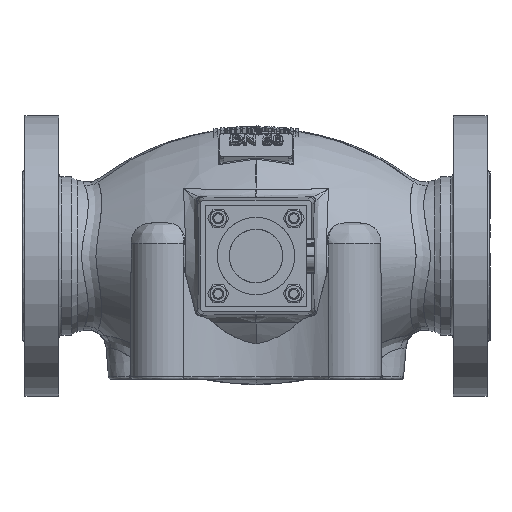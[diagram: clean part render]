
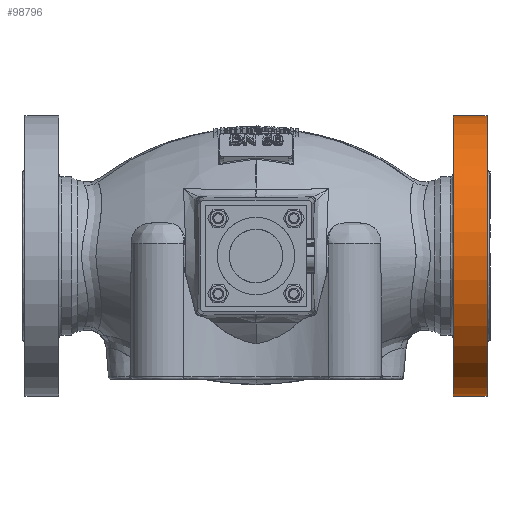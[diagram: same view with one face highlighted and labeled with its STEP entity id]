
A CAD part, front view. The second image highlights one B-rep face of the part: STEP entity #98796.
In plain terms, the highlighted cylindrical face has radius 76 mm (diameter 152 mm), a partial arc.
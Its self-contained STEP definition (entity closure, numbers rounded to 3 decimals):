
#1165 = CARTESIAN_POINT ( 'NONE',  ( 107., 0., 76. ) ) ;
#7302 = VECTOR ( 'NONE', #116862, 1000. ) ;
#14708 = EDGE_CURVE ( 'NONE', #79704, #77054, #106099, .T. ) ;
#20107 = DIRECTION ( 'NONE',  ( 0., 0., -1. ) ) ;
#26042 = ORIENTED_EDGE ( 'NONE', *, *, #129524, .T. ) ;
#26634 = CARTESIAN_POINT ( 'NONE',  ( 98.5, 0., 0. ) ) ;
#32309 = LINE ( 'NONE', #60405, #60454 ) ;
#33459 = FACE_OUTER_BOUND ( 'NONE', #66409, .T. ) ;
#36638 = CARTESIAN_POINT ( 'NONE',  ( 107., 0., 0. ) ) ;
#47258 = DIRECTION ( 'NONE',  ( 0., 0., -1. ) ) ;
#47384 = CARTESIAN_POINT ( 'NONE',  ( 107., 0., -76. ) ) ;
#47883 = VERTEX_POINT ( 'NONE', #110637 ) ;
#48039 = ORIENTED_EDGE ( 'NONE', *, *, #105916, .T. ) ;
#53690 = EDGE_CURVE ( 'NONE', #77054, #47883, #32309, .T. ) ;
#54676 = DIRECTION ( 'NONE',  ( -1., 0., 0. ) ) ;
#57373 = AXIS2_PLACEMENT_3D ( 'NONE', #26634, #83302, #20107 ) ;
#60405 = CARTESIAN_POINT ( 'NONE',  ( 98.5, 0., -76. ) ) ;
#60454 = VECTOR ( 'NONE', #102313, 1000. ) ;
#63409 = LINE ( 'NONE', #64372, #7302 ) ;
#64372 = CARTESIAN_POINT ( 'NONE',  ( 98.5, 0., 76. ) ) ;
#66409 = EDGE_LOOP ( 'NONE', ( #106067, #48039, #26042, #69459 ) ) ;
#69459 = ORIENTED_EDGE ( 'NONE', *, *, #14708, .T. ) ;
#77054 = VERTEX_POINT ( 'NONE', #47384 ) ;
#79704 = VERTEX_POINT ( 'NONE', #1165 ) ;
#83302 = DIRECTION ( 'NONE',  ( 1., 0., 0. ) ) ;
#98314 = AXIS2_PLACEMENT_3D ( 'NONE', #36638, #110436, #47258 ) ;
#98796 = ADVANCED_FACE ( 'NONE', ( #33459 ), #114364, .T. ) ;
#99353 = CARTESIAN_POINT ( 'NONE',  ( 125.4, 0., 76. ) ) ;
#102313 = DIRECTION ( 'NONE',  ( 1., 0., 0. ) ) ;
#105916 = EDGE_CURVE ( 'NONE', #47883, #117880, #113125, .T. ) ;
#106067 = ORIENTED_EDGE ( 'NONE', *, *, #53690, .T. ) ;
#106099 = CIRCLE ( 'NONE', #98314, 76. ) ;
#106982 = AXIS2_PLACEMENT_3D ( 'NONE', #117803, #54676, #128388 ) ;
#110436 = DIRECTION ( 'NONE',  ( 1., 0., 0. ) ) ;
#110637 = CARTESIAN_POINT ( 'NONE',  ( 125.4, 0., -76. ) ) ;
#113125 = CIRCLE ( 'NONE', #106982, 76. ) ;
#114364 = CYLINDRICAL_SURFACE ( 'NONE', #57373, 76. ) ;
#116862 = DIRECTION ( 'NONE',  ( -1., 0., 0. ) ) ;
#117803 = CARTESIAN_POINT ( 'NONE',  ( 125.4, 0., 0. ) ) ;
#117880 = VERTEX_POINT ( 'NONE', #99353 ) ;
#128388 = DIRECTION ( 'NONE',  ( 0., 0., -1. ) ) ;
#129524 = EDGE_CURVE ( 'NONE', #117880, #79704, #63409, .T. ) ;
